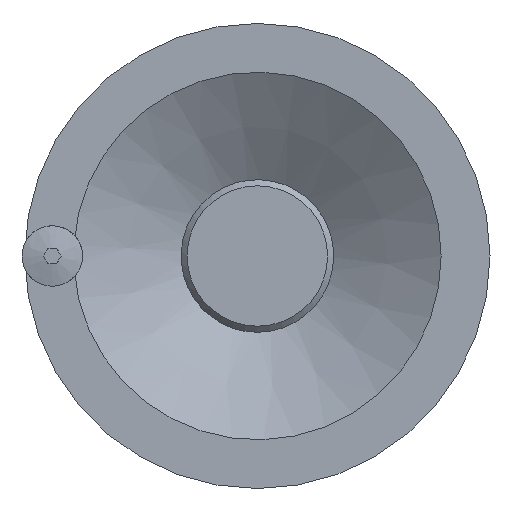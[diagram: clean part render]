
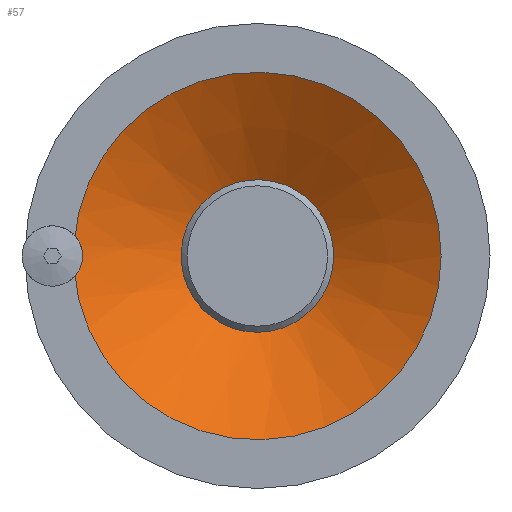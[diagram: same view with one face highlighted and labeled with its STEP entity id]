
A CAD part, left-side view. The second image highlights one B-rep face of the part: STEP entity #57.
In plain terms, the highlighted conical face has half-angle 57.995 degrees and reference radius 12.5 mm.
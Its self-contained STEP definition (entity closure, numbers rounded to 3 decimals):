
#57 = ADVANCED_FACE( '', ( #126, #127 ), #128, .F. );
#126 = FACE_OUTER_BOUND( '', #241, .T. );
#127 = FACE_BOUND( '', #242, .T. );
#128 = CONICAL_SURFACE( '', #243, 12.5, 1.012 );
#241 = EDGE_LOOP( '', ( #334, #335 ) );
#242 = EDGE_LOOP( '', ( #336 ) );
#243 = AXIS2_PLACEMENT_3D( '', #337, #338, #339 );
#334 = ORIENTED_EDGE( '', *, *, #462, .F. );
#335 = ORIENTED_EDGE( '', *, *, #463, .F. );
#336 = ORIENTED_EDGE( '', *, *, #464, .T. );
#337 = CARTESIAN_POINT( '', ( -16.9, 0., 0. ) );
#338 = DIRECTION( '', ( -1., 0., 0. ) );
#339 = DIRECTION( '', ( 0., 0., 1. ) );
#462 = EDGE_CURVE( '', #522, #521, #531, .T. );
#463 = EDGE_CURVE( '', #521, #522, #532, .T. );
#464 = EDGE_CURVE( '', #533, #533, #534, .T. );
#521 = VERTEX_POINT( '', #631 );
#522 = VERTEX_POINT( '', #632 );
#531 = CIRCLE( '', #641, 30.1 );
#532 = CIRCLE( '', #642, 30.1 );
#533 = VERTEX_POINT( '', #643 );
#534 = CIRCLE( '', #644, 12.5 );
#631 = CARTESIAN_POINT( '', ( -27.9, 30.044, 1.832 ) );
#632 = CARTESIAN_POINT( '', ( -27.9, 30.044, -1.832 ) );
#641 = AXIS2_PLACEMENT_3D( '', #714, #715, #716 );
#642 = AXIS2_PLACEMENT_3D( '', #717, #718, #719 );
#643 = CARTESIAN_POINT( '', ( -16.9, 0., -12.5 ) );
#644 = AXIS2_PLACEMENT_3D( '', #720, #721, #722 );
#714 = CARTESIAN_POINT( '', ( -27.9, 0., 0. ) );
#715 = DIRECTION( '', ( 1., 0., 0. ) );
#716 = DIRECTION( '', ( 0., 0., -1. ) );
#717 = CARTESIAN_POINT( '', ( -27.9, 0., 0. ) );
#718 = DIRECTION( '', ( 1., 0., 0. ) );
#719 = DIRECTION( '', ( 0., 0., -1. ) );
#720 = CARTESIAN_POINT( '', ( -16.9, 0., 0. ) );
#721 = DIRECTION( '', ( 1., 0., 0. ) );
#722 = DIRECTION( '', ( 0., 0., -1. ) );
